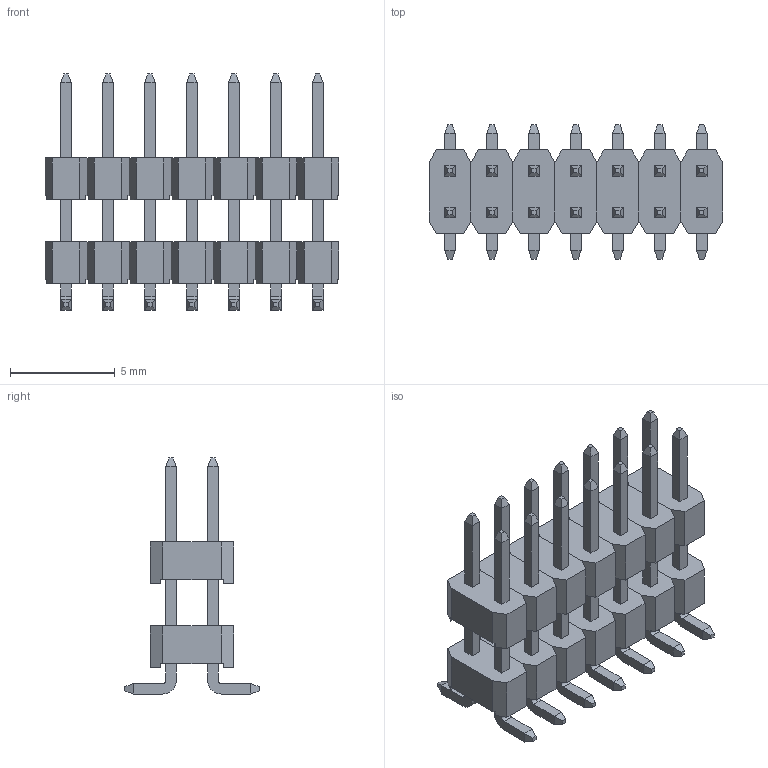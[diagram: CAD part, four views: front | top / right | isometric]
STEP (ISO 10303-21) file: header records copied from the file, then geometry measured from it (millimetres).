
FILE_DESCRIPTION (( 'STEP AP214' ), '1' );
FILE_NAME ('HDR-SMD_14P-P2.00-V-M-R2-C7-LS6.4.STEP', '2023-05-15T13:43:14', ( '' ), ( '' ), 'SwSTEP 2.0', 'SolidWorks 2020', '' );
FILE_SCHEMA (( 'AUTOMOTIVE_DESIGN' ));
Length unit declared in the file: millimetre
Products named in the file (1): HDR-SMD_14P-P2.00-V-M-R2-C7-LS6.4
Bounding box: 14.01 x 6.4 x 11.25 mm (x, y, z)
Volume: 227.3 mm3; surface area: 760.1 mm2
Topology: 20 solids, 20 shells, 791 faces, 2015 edges, 1306 vertices
Faces by surface type: plane 665, bspline 98, cylinder 28
Entity records: 32839 total; most frequent: CARTESIAN_POINT 5419, ORIENTED_EDGE 4030, DIRECTION 3259, EDGE_CURVE 2015, VECTOR 1759, LINE 1759, VERTEX_POINT 1306, EDGE_LOOP 859
